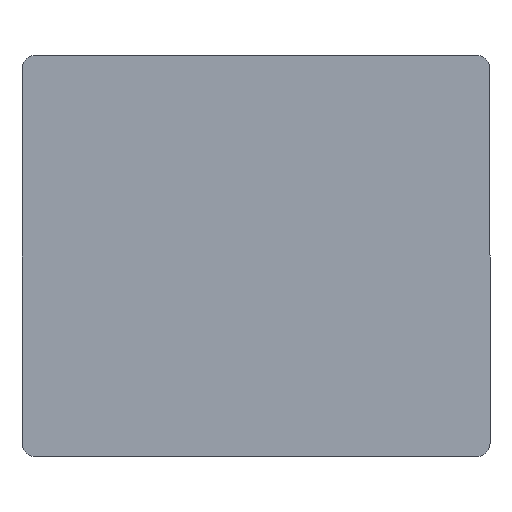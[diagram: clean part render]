
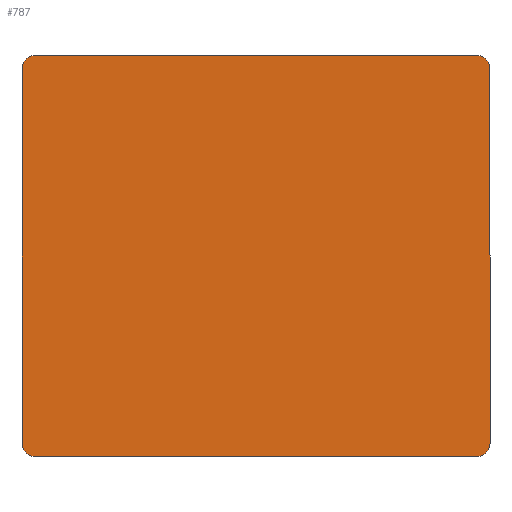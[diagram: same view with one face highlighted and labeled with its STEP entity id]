
A CAD part, front view. The second image highlights one B-rep face of the part: STEP entity #787.
In plain terms, the highlighted planar face has unit normal (0, -1, 0).
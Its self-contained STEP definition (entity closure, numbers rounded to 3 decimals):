
#14 = CARTESIAN_POINT ( 'NONE',  ( 70., -5., 60. ) ) ;
#20 = CARTESIAN_POINT ( 'NONE',  ( 66., -5., -56. ) ) ;
#26 = VECTOR ( 'NONE', #845, 1000. ) ;
#36 = VERTEX_POINT ( 'NONE', #623 ) ;
#39 = CARTESIAN_POINT ( 'NONE',  ( -66., -5., 56. ) ) ;
#40 = AXIS2_PLACEMENT_3D ( 'NONE', #39, #814, #402 ) ;
#41 = EDGE_CURVE ( 'NONE', #693, #215, #931, .T. ) ;
#59 = EDGE_CURVE ( 'NONE', #217, #215, #1052, .T. ) ;
#60 = LINE ( 'NONE', #237, #26 ) ;
#62 = EDGE_CURVE ( 'NONE', #693, #36, #257, .T. ) ;
#68 = AXIS2_PLACEMENT_3D ( 'NONE', #667, #494, #403 ) ;
#76 = CARTESIAN_POINT ( 'NONE',  ( -70., -5., -56. ) ) ;
#96 = CARTESIAN_POINT ( 'NONE',  ( 66., -5., 56. ) ) ;
#99 = VECTOR ( 'NONE', #102, 1000. ) ;
#102 = DIRECTION ( 'NONE',  ( -1., 0., 0. ) ) ;
#104 = ORIENTED_EDGE ( 'NONE', *, *, #62, .F. ) ;
#133 = AXIS2_PLACEMENT_3D ( 'NONE', #20, #961, #271 ) ;
#152 = CARTESIAN_POINT ( 'NONE',  ( 66., -5., -60. ) ) ;
#215 = VERTEX_POINT ( 'NONE', #467 ) ;
#217 = VERTEX_POINT ( 'NONE', #538 ) ;
#229 = CIRCLE ( 'NONE', #1004, 4. ) ;
#237 = CARTESIAN_POINT ( 'NONE',  ( -70., -5., 60. ) ) ;
#241 = LINE ( 'NONE', #1015, #528 ) ;
#247 = AXIS2_PLACEMENT_3D ( 'NONE', #96, #283, #356 ) ;
#250 = DIRECTION ( 'NONE',  ( 0., -1., 0. ) ) ;
#257 = LINE ( 'NONE', #1122, #99 ) ;
#270 = ORIENTED_EDGE ( 'NONE', *, *, #41, .T. ) ;
#271 = DIRECTION ( 'NONE',  ( 0., 0., -1. ) ) ;
#283 = DIRECTION ( 'NONE',  ( 0., -1., 0. ) ) ;
#292 = EDGE_CURVE ( 'NONE', #336, #730, #1068, .T. ) ;
#314 = EDGE_LOOP ( 'NONE', ( #617, #1077, #104, #270, #1091, #821, #469, #719 ) ) ;
#321 = CARTESIAN_POINT ( 'NONE',  ( -70., -5., 56. ) ) ;
#336 = VERTEX_POINT ( 'NONE', #732 ) ;
#356 = DIRECTION ( 'NONE',  ( 0., 0., -1. ) ) ;
#395 = CARTESIAN_POINT ( 'NONE',  ( 66., -5., 60. ) ) ;
#402 = DIRECTION ( 'NONE',  ( 0., 0., -1. ) ) ;
#403 = DIRECTION ( 'NONE',  ( 0., 0., -1. ) ) ;
#426 = DIRECTION ( 'NONE',  ( 0., 0., -1. ) ) ;
#467 = CARTESIAN_POINT ( 'NONE',  ( 70., -5., -56. ) ) ;
#469 = ORIENTED_EDGE ( 'NONE', *, *, #866, .F. ) ;
#491 = PLANE ( 'NONE',  #68 ) ;
#494 = DIRECTION ( 'NONE',  ( 0., -1., 0. ) ) ;
#502 = EDGE_CURVE ( 'NONE', #612, #36, #229, .T. ) ;
#528 = VECTOR ( 'NONE', #993, 1000. ) ;
#530 = CIRCLE ( 'NONE', #247, 4. ) ;
#538 = CARTESIAN_POINT ( 'NONE',  ( 70., -5., 56. ) ) ;
#612 = VERTEX_POINT ( 'NONE', #76 ) ;
#617 = ORIENTED_EDGE ( 'NONE', *, *, #797, .F. ) ;
#623 = CARTESIAN_POINT ( 'NONE',  ( -66., -5., -60. ) ) ;
#667 = CARTESIAN_POINT ( 'NONE',  ( 0., -5., 0. ) ) ;
#679 = CARTESIAN_POINT ( 'NONE',  ( -66., -5., -56. ) ) ;
#693 = VERTEX_POINT ( 'NONE', #152 ) ;
#719 = ORIENTED_EDGE ( 'NONE', *, *, #292, .T. ) ;
#730 = VERTEX_POINT ( 'NONE', #321 ) ;
#732 = CARTESIAN_POINT ( 'NONE',  ( -66., -5., 60. ) ) ;
#787 = ADVANCED_FACE ( 'NONE', ( #923 ), #491, .T. ) ;
#797 = EDGE_CURVE ( 'NONE', #612, #730, #241, .T. ) ;
#814 = DIRECTION ( 'NONE',  ( 0., -1., 0. ) ) ;
#821 = ORIENTED_EDGE ( 'NONE', *, *, #1120, .T. ) ;
#845 = DIRECTION ( 'NONE',  ( 1., 0., 0. ) ) ;
#850 = DIRECTION ( 'NONE',  ( 0., 0., -1. ) ) ;
#853 = VECTOR ( 'NONE', #426, 1000. ) ;
#866 = EDGE_CURVE ( 'NONE', #336, #878, #60, .T. ) ;
#878 = VERTEX_POINT ( 'NONE', #395 ) ;
#923 = FACE_OUTER_BOUND ( 'NONE', #314, .T. ) ;
#931 = CIRCLE ( 'NONE', #133, 4. ) ;
#961 = DIRECTION ( 'NONE',  ( 0., -1., 0. ) ) ;
#993 = DIRECTION ( 'NONE',  ( 0., 0., 1. ) ) ;
#1004 = AXIS2_PLACEMENT_3D ( 'NONE', #679, #250, #850 ) ;
#1015 = CARTESIAN_POINT ( 'NONE',  ( -70., -5., 60. ) ) ;
#1052 = LINE ( 'NONE', #14, #853 ) ;
#1068 = CIRCLE ( 'NONE', #40, 4. ) ;
#1077 = ORIENTED_EDGE ( 'NONE', *, *, #502, .T. ) ;
#1091 = ORIENTED_EDGE ( 'NONE', *, *, #59, .F. ) ;
#1120 = EDGE_CURVE ( 'NONE', #217, #878, #530, .T. ) ;
#1122 = CARTESIAN_POINT ( 'NONE',  ( -70., -5., -60. ) ) ;
